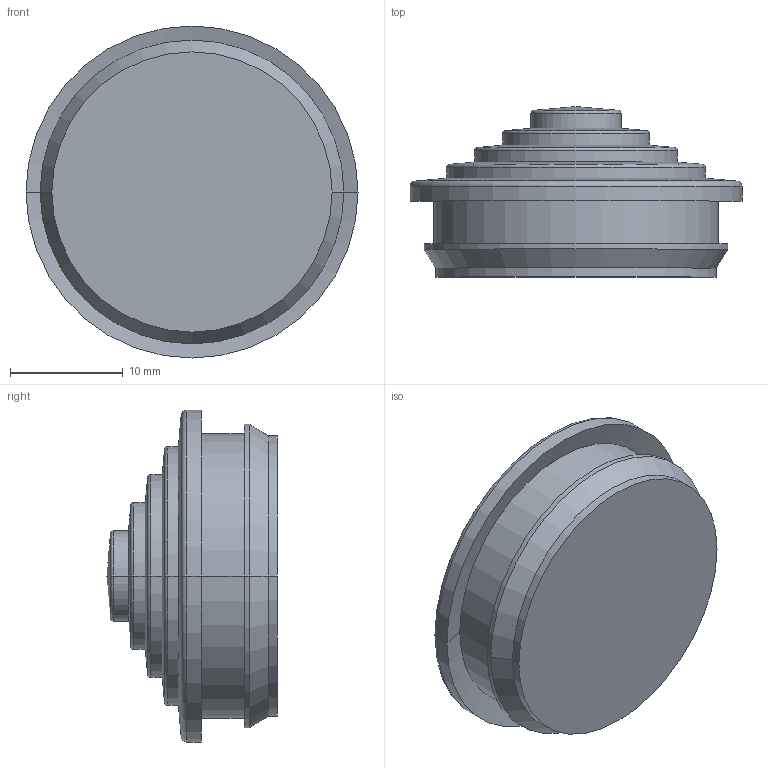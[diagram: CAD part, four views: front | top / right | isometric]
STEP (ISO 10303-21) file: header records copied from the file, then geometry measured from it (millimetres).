
FILE_DESCRIPTION((''),'2;1');
FILE_NAME('2012383','2012-08-14T',('AndreasKeweloh'),(''),'PRO/ENGINEER BY PARAMETRIC TECHNOLOGY CORPORATION, 2012130','PRO/ENGINEER BY PARAMETRIC TECHNOLOGY CORPORATION, 2012130','');
FILE_SCHEMA(('CONFIG_CONTROL_DESIGN'));
Length unit declared in the file: millimetre
Products named in the file (1): 2012383
Bounding box: 29.5 x 15.15 x 29.5 mm (x, y, z)
Volume: 5808.4 mm3; surface area: 2658.8 mm2
Topology: 1 solids, 4 shells, 241 faces, 660 edges, 422 vertices
Faces by surface type: plane 148, cone 35, torus 34, cylinder 24
Entity records: 8269 total; most frequent: CARTESIAN_POINT 2716, ORIENTED_EDGE 1312, DIRECTION 923, EDGE_CURVE 656, VERTEX_POINT 422, AXIS2_PLACEMENT_3D 357, B_SPLINE_CURVE_WITH_KNOTS 331, EDGE_LOOP 242
